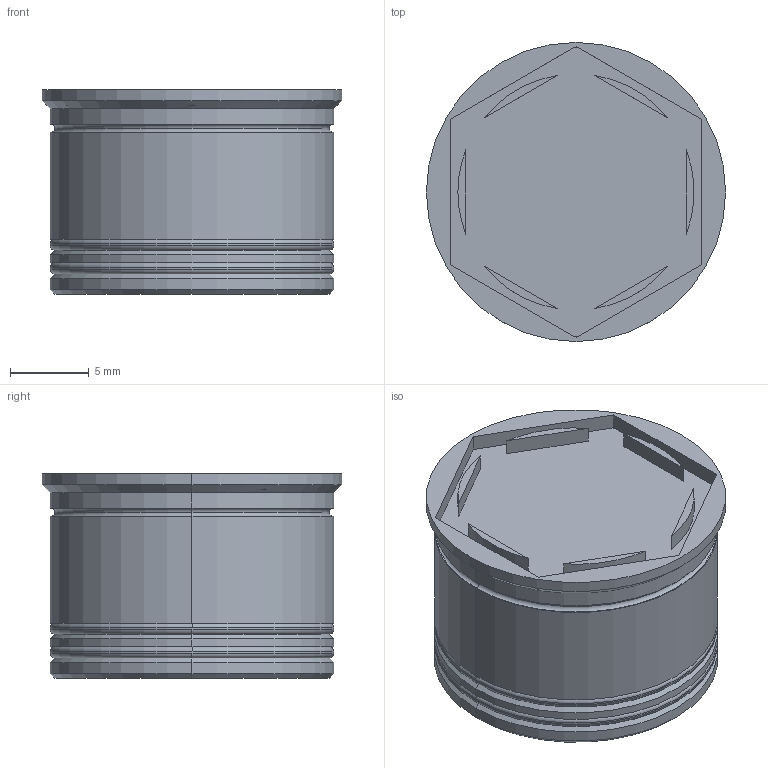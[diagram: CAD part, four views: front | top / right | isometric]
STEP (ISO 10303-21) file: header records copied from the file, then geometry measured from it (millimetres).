
FILE_DESCRIPTION (( 'STEP AP203' ), '1' );
FILE_NAME ('5d2d.STEP', '2023-10-07T10:47:21', ( '' ), ( '' ), 'SwSTEP 2.0', 'SolidWorks 2019', '' );
FILE_SCHEMA (( 'CONFIG_CONTROL_DESIGN' ));
Length unit declared in the file: millimetre
Products named in the file (1): 5d2d
Bounding box: 19 x 19 x 13 mm (x, y, z)
Volume: 3438.9 mm3; surface area: 2531.3 mm2
Topology: 3 solids, 3 shells, 74 faces, 165 edges, 102 vertices
Faces by surface type: plane 29, cylinder 25, torus 12, cone 8
Entity records: 2170 total; most frequent: DIRECTION 387, CARTESIAN_POINT 378, ORIENTED_EDGE 330, EDGE_CURVE 165, AXIS2_PLACEMENT_3D 159, VERTEX_POINT 102, EDGE_LOOP 91, CIRCLE 84
